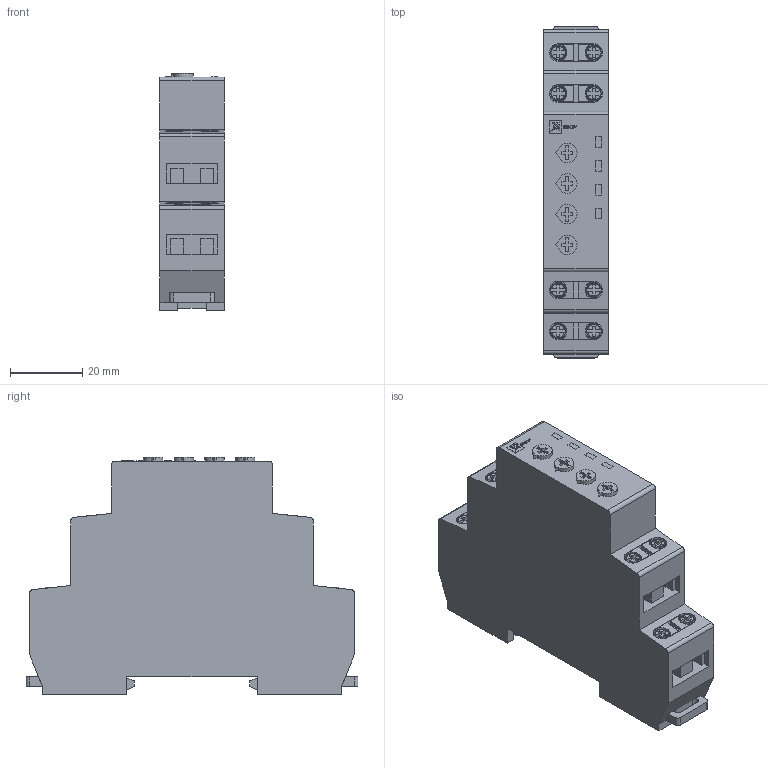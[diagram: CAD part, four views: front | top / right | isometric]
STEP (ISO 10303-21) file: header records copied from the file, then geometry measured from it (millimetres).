
FILE_DESCRIPTION (( 'STEP AP203' ), '1' );
FILE_NAME ('Ðåëå êîíòðîëÿ ôàç RKF-37 (rkf-37).STEP', '2018-09-04T05:54:14', ( '' ), ( '' ), 'SwSTEP 2.0', 'SolidWorks 2017', '' );
FILE_SCHEMA (( 'CONFIG_CONTROL_DESIGN' ));
Length unit declared in the file: millimetre
Products named in the file (1): Ðåëå êîíòðîëÿ ôàç RKF-37 (rkf-37)
Bounding box: 17.8 x 92 x 65.9 mm (x, y, z)
Volume: 77760.1 mm3; surface area: 17464.7 mm2
Topology: 5 solids, 5 shells, 572 faces, 1521 edges, 1010 vertices
Faces by surface type: plane 440, cylinder 98, bspline 18, torus 16
Entity records: 18300 total; most frequent: CARTESIAN_POINT 4020, ORIENTED_EDGE 3042, DIRECTION 2751, EDGE_CURVE 1521, VECTOR 1205, LINE 1205, VERTEX_POINT 1010, AXIS2_PLACEMENT_3D 773
